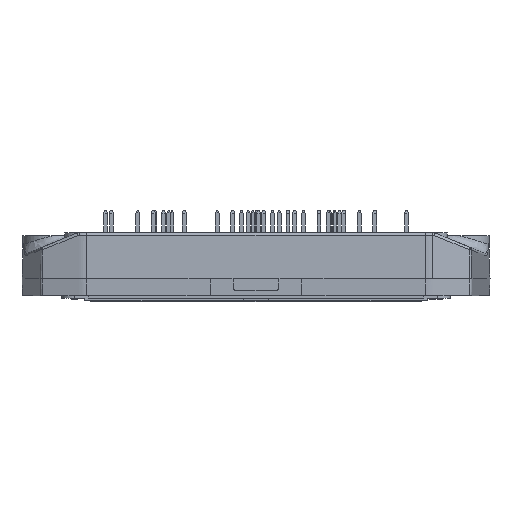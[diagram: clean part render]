
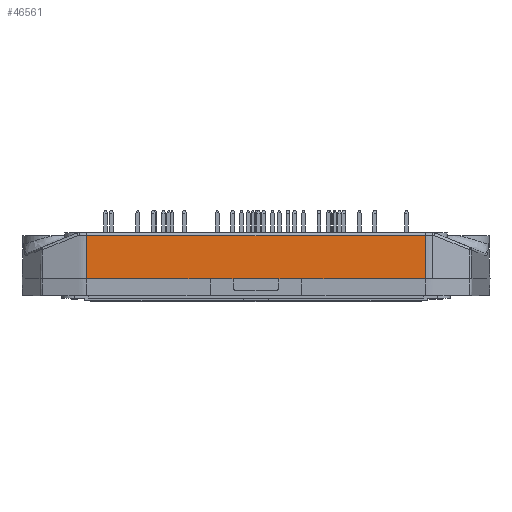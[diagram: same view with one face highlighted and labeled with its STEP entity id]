
A CAD part, front view. The second image highlights one B-rep face of the part: STEP entity #46561.
In plain terms, the highlighted planar face has unit normal (0, -1, 0.026).
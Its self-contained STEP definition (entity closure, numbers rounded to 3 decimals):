
#2759=LINE('',#67887,#5591);
#2767=LINE('',#67920,#5599);
#2882=LINE('',#68939,#5714);
#2885=LINE('',#68948,#5717);
#2892=LINE('',#69049,#5724);
#2893=LINE('',#69051,#5725);
#2894=LINE('',#69052,#5726);
#2895=LINE('',#69054,#5727);
#2896=LINE('',#69056,#5728);
#2897=LINE('',#69057,#5729);
#5591=VECTOR('',#54058,1000.);
#5599=VECTOR('',#54082,1000.);
#5714=VECTOR('',#54513,1000.);
#5717=VECTOR('',#54520,1000.);
#5724=VECTOR('',#54531,1000.);
#5725=VECTOR('',#54532,1000.);
#5726=VECTOR('',#54533,1000.);
#5727=VECTOR('',#54534,1000.);
#5728=VECTOR('',#54535,1000.);
#5729=VECTOR('',#54536,1000.);
#11128=ORIENTED_EDGE('',*,*,#19869,.F.);
#11129=ORIENTED_EDGE('',*,*,#19870,.T.);
#11130=ORIENTED_EDGE('',*,*,#19613,.F.);
#11131=ORIENTED_EDGE('',*,*,#19871,.F.);
#11132=ORIENTED_EDGE('',*,*,#19872,.T.);
#11133=ORIENTED_EDGE('',*,*,#19873,.T.);
#11134=ORIENTED_EDGE('',*,*,#19858,.T.);
#11135=ORIENTED_EDGE('',*,*,#19874,.F.);
#11136=ORIENTED_EDGE('',*,*,#19853,.F.);
#11137=ORIENTED_EDGE('',*,*,#19600,.F.);
#19600=EDGE_CURVE('',#24184,#24185,#2759,.T.);
#19613=EDGE_CURVE('',#24194,#24195,#2767,.T.);
#19853=EDGE_CURVE('',#24185,#24335,#2882,.T.);
#19858=EDGE_CURVE('',#24339,#24338,#2885,.T.);
#19869=EDGE_CURVE('',#24347,#24184,#2892,.T.);
#19870=EDGE_CURVE('',#24347,#24195,#2893,.F.);
#19871=EDGE_CURVE('',#24348,#24194,#2894,.F.);
#19872=EDGE_CURVE('',#24348,#24349,#2895,.T.);
#19873=EDGE_CURVE('',#24349,#24339,#2896,.T.);
#19874=EDGE_CURVE('',#24335,#24338,#2897,.T.);
#24184=VERTEX_POINT('',#67886);
#24185=VERTEX_POINT('',#67888);
#24194=VERTEX_POINT('',#67921);
#24195=VERTEX_POINT('',#67922);
#24335=VERTEX_POINT('',#68940);
#24338=VERTEX_POINT('',#68947);
#24339=VERTEX_POINT('',#68949);
#24347=VERTEX_POINT('',#69050);
#24348=VERTEX_POINT('',#69053);
#24349=VERTEX_POINT('',#69055);
#28312=EDGE_LOOP('',(#11128,#11129,#11130,#11131,#11132,#11133,#11134,#11135,
#11136,#11137));
#30390=FACE_BOUND('',#28312,.T.);
#31970=PLANE('',#49089);
#46561=ADVANCED_FACE('',(#30390),#31970,.T.);
#49089=AXIS2_PLACEMENT_3D('',#69048,#54529,#54530);
#54058=DIRECTION('',(-1.,0.,0.));
#54082=DIRECTION('',(1.,0.,0.));
#54513=DIRECTION('',(-1.,0.,0.));
#54520=DIRECTION('',(1.,0.,0.));
#54529=DIRECTION('',(0.,-1.,0.026));
#54530=DIRECTION('',(0.,0.026,1.));
#54531=DIRECTION('',(-1.,0.,0.));
#54532=DIRECTION('',(0.006,-0.026,-1.));
#54533=DIRECTION('',(-0.006,-0.026,-1.));
#54534=DIRECTION('',(1.,0.,0.));
#54535=DIRECTION('',(1.,0.,0.));
#54536=DIRECTION('',(-1.,0.,0.));
#67886=CARTESIAN_POINT('',(29.513,-30.776,3.));
#67887=CARTESIAN_POINT('',(17.961,-30.776,3.));
#67888=CARTESIAN_POINT('',(8.,-30.776,3.));
#67920=CARTESIAN_POINT('',(27.533,-30.58,10.513));
#67921=CARTESIAN_POINT('',(-29.469,-30.58,10.513));
#67922=CARTESIAN_POINT('',(29.469,-30.58,10.513));
#68939=CARTESIAN_POINT('',(17.961,-30.776,3.));
#68940=CARTESIAN_POINT('',(4.,-30.776,3.));
#68947=CARTESIAN_POINT('',(-4.,-30.776,3.));
#68948=CARTESIAN_POINT('',(-17.961,-30.776,3.));
#68949=CARTESIAN_POINT('',(-8.,-30.776,3.));
#69048=CARTESIAN_POINT('',(17.961,-30.776,3.));
#69049=CARTESIAN_POINT('',(17.961,-30.776,3.));
#69050=CARTESIAN_POINT('',(29.513,-30.776,3.));
#69051=CARTESIAN_POINT('',(29.512,-30.775,3.067));
#69052=CARTESIAN_POINT('',(-29.512,-30.775,3.067));
#69053=CARTESIAN_POINT('',(-29.513,-30.776,3.));
#69054=CARTESIAN_POINT('',(-17.961,-30.776,3.));
#69055=CARTESIAN_POINT('',(-29.513,-30.776,3.));
#69056=CARTESIAN_POINT('',(-17.961,-30.776,3.));
#69057=CARTESIAN_POINT('',(-17.961,-30.776,3.));
